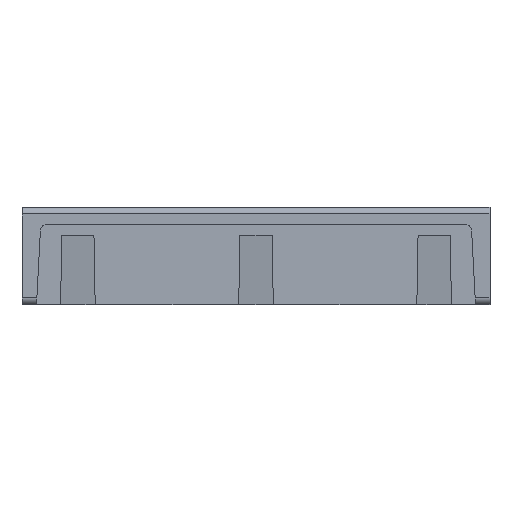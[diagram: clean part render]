
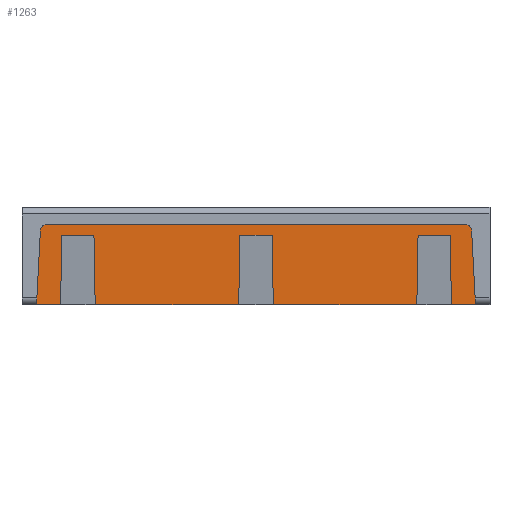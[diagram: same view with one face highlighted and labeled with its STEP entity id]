
A CAD part, top view. The second image highlights one B-rep face of the part: STEP entity #1263.
In plain terms, the highlighted planar face has unit normal (0, 0, 1).
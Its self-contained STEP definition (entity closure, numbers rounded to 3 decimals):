
#940=AXIS2_PLACEMENT_3D('Circle Axis2P3D',#938,#939,$) ;
#1145=AXIS2_PLACEMENT_3D('Plane Axis2P3D',#1142,#1143,#1144) ;
#1224=AXIS2_PLACEMENT_3D('Circle Axis2P3D',#1222,#1223,$) ;
#938=CARTESIAN_POINT('Axis2P3D Location',(12.675,2.1,24.522)) ;
#942=CARTESIAN_POINT('Vertex',(12.675,2.3,24.522)) ;
#944=CARTESIAN_POINT('Vertex',(12.874,2.11,24.522)) ;
#985=CARTESIAN_POINT('Line Origine',(12.93,1.055,24.522)) ;
#989=CARTESIAN_POINT('Vertex',(12.985,0.,24.522)) ;
#1027=CARTESIAN_POINT('Vertex',(1.14,1.99,24.522)) ;
#1032=CARTESIAN_POINT('Line Origine',(1.122,0.995,24.522)) ;
#1036=CARTESIAN_POINT('Vertex',(1.105,0.,24.522)) ;
#1066=CARTESIAN_POINT('Vertex',(0.725,2.3,24.522)) ;
#1069=CARTESIAN_POINT('Line Origine',(6.7,2.3,24.522)) ;
#1086=CARTESIAN_POINT('Line Origine',(1.6,1.99,24.522)) ;
#1090=CARTESIAN_POINT('Vertex',(2.06,1.99,24.522)) ;
#1128=CARTESIAN_POINT('Vertex',(2.095,0.,24.522)) ;
#1131=CARTESIAN_POINT('Line Origine',(2.078,0.995,24.522)) ;
#1142=CARTESIAN_POINT('Axis2P3D Location',(1.6,1.4,24.522)) ;
#1147=CARTESIAN_POINT('Line Origine',(3.123,0.,24.522)) ;
#1151=CARTESIAN_POINT('Vertex',(4.15,0.,24.522)) ;
#1154=CARTESIAN_POINT('Line Origine',(5.177,0.,24.522)) ;
#1158=CARTESIAN_POINT('Vertex',(6.205,0.,24.522)) ;
#1161=CARTESIAN_POINT('Line Origine',(6.222,0.995,24.522)) ;
#1165=CARTESIAN_POINT('Vertex',(6.24,1.99,24.522)) ;
#1168=CARTESIAN_POINT('Line Origine',(6.7,1.99,24.522)) ;
#1172=CARTESIAN_POINT('Vertex',(7.16,1.99,24.522)) ;
#1175=CARTESIAN_POINT('Line Origine',(7.178,0.995,24.522)) ;
#1179=CARTESIAN_POINT('Vertex',(7.195,0.,24.522)) ;
#1182=CARTESIAN_POINT('Line Origine',(8.223,0.,24.522)) ;
#1186=CARTESIAN_POINT('Vertex',(9.25,0.,24.522)) ;
#1189=CARTESIAN_POINT('Line Origine',(10.277,0.,24.522)) ;
#1193=CARTESIAN_POINT('Vertex',(11.305,0.,24.522)) ;
#1196=CARTESIAN_POINT('Line Origine',(11.322,0.995,24.522)) ;
#1200=CARTESIAN_POINT('Vertex',(11.34,1.99,24.522)) ;
#1203=CARTESIAN_POINT('Line Origine',(11.8,1.99,24.522)) ;
#1207=CARTESIAN_POINT('Vertex',(12.26,1.99,24.522)) ;
#1210=CARTESIAN_POINT('Line Origine',(12.278,0.995,24.522)) ;
#1214=CARTESIAN_POINT('Vertex',(12.295,0.,24.522)) ;
#1217=CARTESIAN_POINT('Line Origine',(12.64,0.,24.522)) ;
#1222=CARTESIAN_POINT('Axis2P3D Location',(0.725,2.1,24.522)) ;
#1226=CARTESIAN_POINT('Vertex',(0.526,2.11,24.522)) ;
#1229=CARTESIAN_POINT('Line Origine',(0.47,1.055,24.522)) ;
#1233=CARTESIAN_POINT('Vertex',(0.415,0.,24.522)) ;
#1236=CARTESIAN_POINT('Line Origine',(0.76,0.,24.522)) ;
#939=DIRECTION('Axis2P3D Direction',(0.,0.,-1.)) ;
#986=DIRECTION('Vector Direction',(-0.052,0.999,0.)) ;
#1033=DIRECTION('Vector Direction',(0.017,1.,0.)) ;
#1070=DIRECTION('Vector Direction',(-1.,0.,0.)) ;
#1087=DIRECTION('Vector Direction',(1.,0.,0.)) ;
#1132=DIRECTION('Vector Direction',(-0.017,1.,0.)) ;
#1143=DIRECTION('Axis2P3D Direction',(0.,0.,1.)) ;
#1144=DIRECTION('Axis2P3D XDirection',(1.,0.,0.)) ;
#1148=DIRECTION('Vector Direction',(-1.,0.,0.)) ;
#1155=DIRECTION('Vector Direction',(-1.,0.,0.)) ;
#1162=DIRECTION('Vector Direction',(-0.017,-1.,0.)) ;
#1169=DIRECTION('Vector Direction',(1.,0.,0.)) ;
#1176=DIRECTION('Vector Direction',(0.017,-1.,0.)) ;
#1183=DIRECTION('Vector Direction',(-1.,0.,0.)) ;
#1190=DIRECTION('Vector Direction',(1.,0.,0.)) ;
#1197=DIRECTION('Vector Direction',(-0.017,-1.,0.)) ;
#1204=DIRECTION('Vector Direction',(-1.,0.,0.)) ;
#1211=DIRECTION('Vector Direction',(0.017,-1.,0.)) ;
#1218=DIRECTION('Vector Direction',(1.,0.,0.)) ;
#1223=DIRECTION('Axis2P3D Direction',(0.,0.,1.)) ;
#1230=DIRECTION('Vector Direction',(0.052,0.999,0.)) ;
#1237=DIRECTION('Vector Direction',(-1.,0.,0.)) ;
#987=VECTOR('Line Direction',#986,1.) ;
#1034=VECTOR('Line Direction',#1033,1.) ;
#1071=VECTOR('Line Direction',#1070,1.) ;
#1088=VECTOR('Line Direction',#1087,1.) ;
#1133=VECTOR('Line Direction',#1132,1.) ;
#1149=VECTOR('Line Direction',#1148,1.) ;
#1156=VECTOR('Line Direction',#1155,1.) ;
#1163=VECTOR('Line Direction',#1162,1.) ;
#1170=VECTOR('Line Direction',#1169,1.) ;
#1177=VECTOR('Line Direction',#1176,1.) ;
#1184=VECTOR('Line Direction',#1183,1.) ;
#1191=VECTOR('Line Direction',#1190,1.) ;
#1198=VECTOR('Line Direction',#1197,1.) ;
#1205=VECTOR('Line Direction',#1204,1.) ;
#1212=VECTOR('Line Direction',#1211,1.) ;
#1219=VECTOR('Line Direction',#1218,1.) ;
#1231=VECTOR('Line Direction',#1230,1.) ;
#1238=VECTOR('Line Direction',#1237,1.) ;
#1242=ORIENTED_EDGE('',*,*,#1135,.T.) ;
#1243=ORIENTED_EDGE('',*,*,#1153,.F.) ;
#1244=ORIENTED_EDGE('',*,*,#1160,.T.) ;
#1245=ORIENTED_EDGE('',*,*,#1167,.F.) ;
#1246=ORIENTED_EDGE('',*,*,#1174,.F.) ;
#1247=ORIENTED_EDGE('',*,*,#1181,.T.) ;
#1248=ORIENTED_EDGE('',*,*,#1188,.F.) ;
#1249=ORIENTED_EDGE('',*,*,#1195,.T.) ;
#1250=ORIENTED_EDGE('',*,*,#1202,.F.) ;
#1251=ORIENTED_EDGE('',*,*,#1209,.F.) ;
#1252=ORIENTED_EDGE('',*,*,#1216,.F.) ;
#1253=ORIENTED_EDGE('',*,*,#1221,.T.) ;
#1254=ORIENTED_EDGE('',*,*,#991,.F.) ;
#1255=ORIENTED_EDGE('',*,*,#946,.F.) ;
#1256=ORIENTED_EDGE('',*,*,#1073,.F.) ;
#1257=ORIENTED_EDGE('',*,*,#1228,.T.) ;
#1258=ORIENTED_EDGE('',*,*,#1235,.T.) ;
#1259=ORIENTED_EDGE('',*,*,#1240,.F.) ;
#1260=ORIENTED_EDGE('',*,*,#1038,.T.) ;
#1261=ORIENTED_EDGE('',*,*,#1092,.T.) ;
#1263=ADVANCED_FACE('58451_ZQV_2-5N_KU',(#1262),#1146,.T.) ;
#941=CIRCLE('generated circle',#940,0.2) ;
#1225=CIRCLE('generated circle',#1224,0.2) ;
#946=EDGE_CURVE('',#943,#945,#941,.T.) ;
#991=EDGE_CURVE('',#945,#990,#988,.F.) ;
#1038=EDGE_CURVE('',#1037,#1028,#1035,.T.) ;
#1073=EDGE_CURVE('',#1067,#943,#1072,.F.) ;
#1092=EDGE_CURVE('',#1028,#1091,#1089,.T.) ;
#1135=EDGE_CURVE('',#1091,#1129,#1134,.F.) ;
#1153=EDGE_CURVE('',#1152,#1129,#1150,.T.) ;
#1160=EDGE_CURVE('',#1152,#1159,#1157,.F.) ;
#1167=EDGE_CURVE('',#1166,#1159,#1164,.T.) ;
#1174=EDGE_CURVE('',#1173,#1166,#1171,.F.) ;
#1181=EDGE_CURVE('',#1173,#1180,#1178,.T.) ;
#1188=EDGE_CURVE('',#1187,#1180,#1185,.T.) ;
#1195=EDGE_CURVE('',#1187,#1194,#1192,.T.) ;
#1202=EDGE_CURVE('',#1201,#1194,#1199,.T.) ;
#1209=EDGE_CURVE('',#1208,#1201,#1206,.T.) ;
#1216=EDGE_CURVE('',#1215,#1208,#1213,.F.) ;
#1221=EDGE_CURVE('',#1215,#990,#1220,.T.) ;
#1228=EDGE_CURVE('',#1067,#1227,#1225,.T.) ;
#1235=EDGE_CURVE('',#1227,#1234,#1232,.F.) ;
#1240=EDGE_CURVE('',#1037,#1234,#1239,.T.) ;
#1241=EDGE_LOOP('',(#1242,#1243,#1244,#1245,#1246,#1247,#1248,#1249,#1250,#1251,#1252,#1253,#1254,#1255,#1256,#1257,#1258,#1259,#1260,#1261)) ;
#1262=FACE_OUTER_BOUND('',#1241,.T.) ;
#988=LINE('Line',#985,#987) ;
#1035=LINE('Line',#1032,#1034) ;
#1072=LINE('Line',#1069,#1071) ;
#1089=LINE('Line',#1086,#1088) ;
#1134=LINE('Line',#1131,#1133) ;
#1150=LINE('Line',#1147,#1149) ;
#1157=LINE('Line',#1154,#1156) ;
#1164=LINE('Line',#1161,#1163) ;
#1171=LINE('Line',#1168,#1170) ;
#1178=LINE('Line',#1175,#1177) ;
#1185=LINE('Line',#1182,#1184) ;
#1192=LINE('Line',#1189,#1191) ;
#1199=LINE('Line',#1196,#1198) ;
#1206=LINE('Line',#1203,#1205) ;
#1213=LINE('Line',#1210,#1212) ;
#1220=LINE('Line',#1217,#1219) ;
#1232=LINE('Line',#1229,#1231) ;
#1239=LINE('Line',#1236,#1238) ;
#1146=PLANE('',#1145) ;
#943=VERTEX_POINT('',#942) ;
#945=VERTEX_POINT('',#944) ;
#990=VERTEX_POINT('',#989) ;
#1028=VERTEX_POINT('',#1027) ;
#1037=VERTEX_POINT('',#1036) ;
#1067=VERTEX_POINT('',#1066) ;
#1091=VERTEX_POINT('',#1090) ;
#1129=VERTEX_POINT('',#1128) ;
#1152=VERTEX_POINT('',#1151) ;
#1159=VERTEX_POINT('',#1158) ;
#1166=VERTEX_POINT('',#1165) ;
#1173=VERTEX_POINT('',#1172) ;
#1180=VERTEX_POINT('',#1179) ;
#1187=VERTEX_POINT('',#1186) ;
#1194=VERTEX_POINT('',#1193) ;
#1201=VERTEX_POINT('',#1200) ;
#1208=VERTEX_POINT('',#1207) ;
#1215=VERTEX_POINT('',#1214) ;
#1227=VERTEX_POINT('',#1226) ;
#1234=VERTEX_POINT('',#1233) ;
